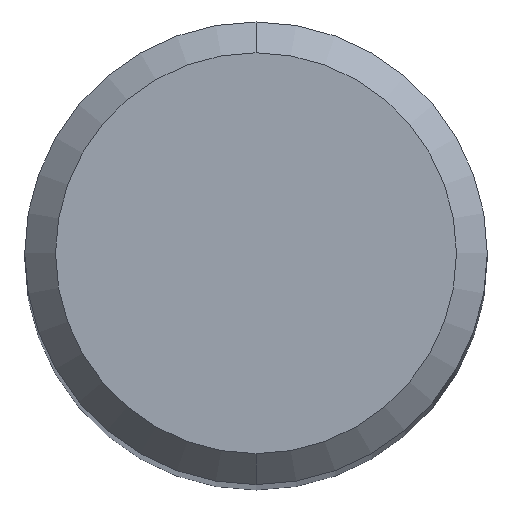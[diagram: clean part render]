
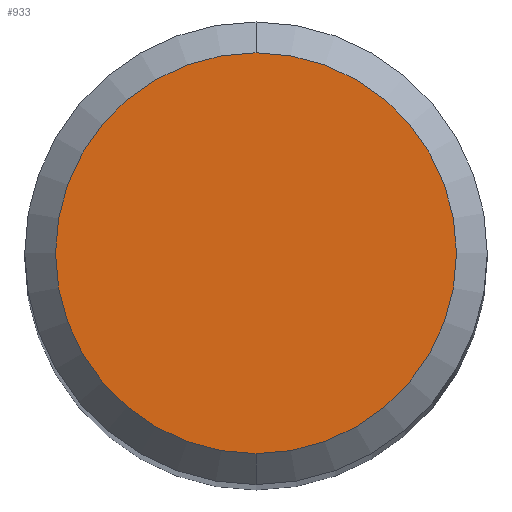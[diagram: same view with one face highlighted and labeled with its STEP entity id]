
A CAD part, top view. The second image highlights one B-rep face of the part: STEP entity #933.
In plain terms, the highlighted planar face has unit normal (0, 0, 1).
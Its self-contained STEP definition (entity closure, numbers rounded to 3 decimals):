
#567=VERTEX_POINT('',#1425);
#887=VERTEX_POINT('',#1773);
#933=ADVANCED_FACE('',(#1825),#1826,.T.);
#983=EDGE_CURVE('',#567,#887,#1877,.T.);
#1025=EDGE_CURVE('',#887,#567,#1924,.T.);
#1425=CARTESIAN_POINT('',(0.,-2.6,0.0));
#1773=CARTESIAN_POINT('',(0.0,2.6,0.0));
#1825=FACE_OUTER_BOUND('',#4739,.T.);
#1826=PLANE('',#4740);
#1877=CIRCLE('',#4912,2.6);
#1924=CIRCLE('',#5345,2.6);
#4739=EDGE_LOOP('',(#7491,#7492));
#4740=AXIS2_PLACEMENT_3D('',#7493,#7494,#7495);
#4912=AXIS2_PLACEMENT_3D('',#7528,#7529,#7530);
#5345=AXIS2_PLACEMENT_3D('',#7605,#7606,#7607);
#7491=ORIENTED_EDGE('',*,*,#1025,.F.);
#7492=ORIENTED_EDGE('',*,*,#983,.F.);
#7493=CARTESIAN_POINT('',(0.0,1.3,0.0));
#7494=DIRECTION('',(-0.0,0.0,1.0));
#7495=DIRECTION('',(0.0,-1.0,0.0));
#7528=CARTESIAN_POINT('',(0.0,0.0,0.0));
#7529=DIRECTION('',(0.0,0.0,-1.0));
#7530=DIRECTION('',(0.0,1.0,0.0));
#7605=CARTESIAN_POINT('',(0.0,0.0,0.0));
#7606=DIRECTION('',(0.0,0.0,-1.0));
#7607=DIRECTION('',(0.0,1.0,0.0));
